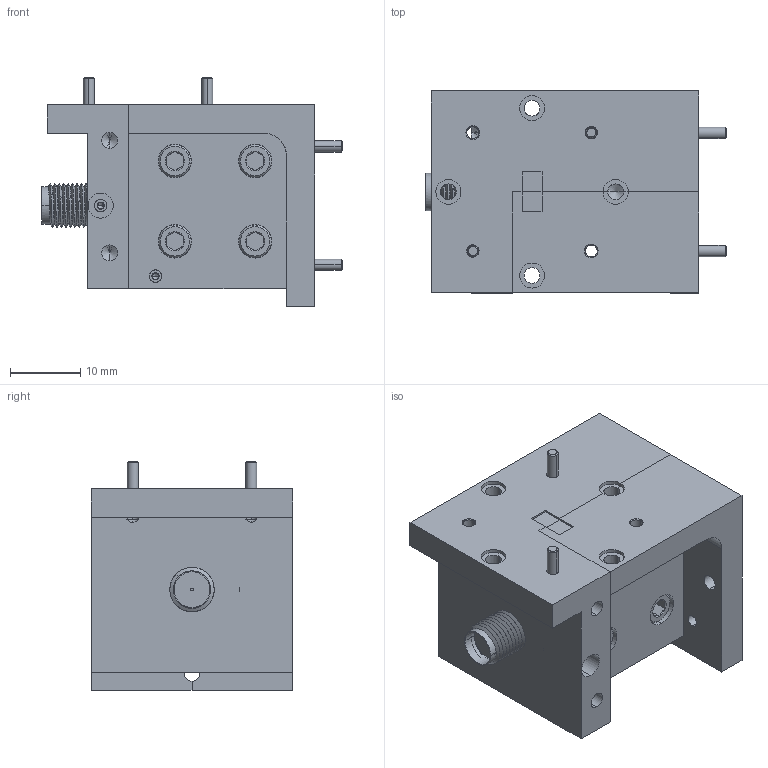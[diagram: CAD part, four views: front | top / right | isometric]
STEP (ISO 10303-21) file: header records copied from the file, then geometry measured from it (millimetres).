
FILE_DESCRIPTION (( 'STEP AP203' ), '1' );
FILE_NAME ('SFB-22-N1.STEP', '2018-10-19T17:29:15', ( '' ), ( '' ), 'SwSTEP 2.0', 'SolidWorks 2016', '' );
FILE_SCHEMA (( 'CONFIG_CONTROL_DESIGN' ));
Products named in the file (1): SFB-22-N1
Bounding box: 42.74 x 28.7 x 32.58 mm (x, y, z)
Volume: 18006.1 mm3; surface area: 10631.6 mm2
Topology: 14 solids, 14 shells, 787 faces, 2036 edges, 1271 vertices
Faces by surface type: cylinder 416, cone 200, plane 156, bspline 15
Entity records: 31295 total; most frequent: CARTESIAN_POINT 13788, ORIENTED_EDGE 4004, DIRECTION 3285, EDGE_CURVE 2002, VERTEX_POINT 1271, AXIS2_PLACEMENT_3D 1226, EDGE_LOOP 853, LINE 833
